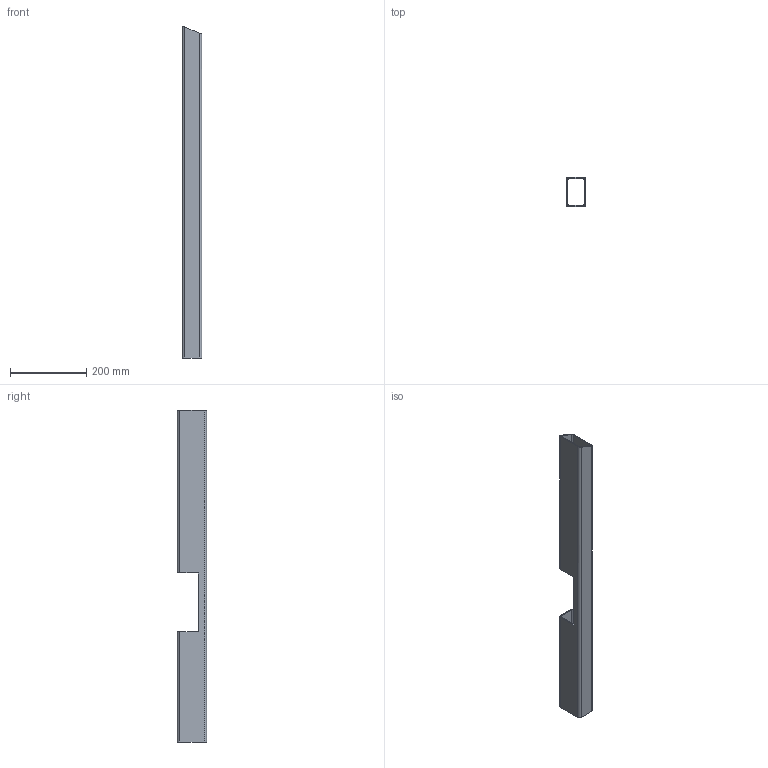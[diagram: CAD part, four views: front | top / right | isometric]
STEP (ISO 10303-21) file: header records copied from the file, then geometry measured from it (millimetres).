
FILE_DESCRIPTION(('OCCT'),'2;1');
FILE_NAME('RIM0151-WTT10073-028.STEP','2025-10-24T13:48:23',('Unspecified'),('Unspecified'),'OCCT','Unspecified','');
FILE_SCHEMA(('AP242_MANAGED_MODEL_BASED_3D_ENGINEERING_MIM_LF { 1 0 10303 442 1 1 4 }'));
Length unit declared in the file: millimetre
Products named in the file (1): RIM0151-WTT10073-028
Bounding box: 50.8 x 76.2 x 869.95 mm (x, y, z)
Volume: 540603.3 mm3; surface area: 359243.2 mm2
Topology: 1 solids, 1 shells, 28 faces, 84 edges, 56 vertices
Faces by surface type: plane 16, cylinder 12
Entity records: 979 total; most frequent: CARTESIAN_POINT 169, ORIENTED_EDGE 168, DIRECTION 166, EDGE_CURVE 84, LINE 60, VECTOR 60, VERTEX_POINT 56, AXIS2_PLACEMENT_3D 53
